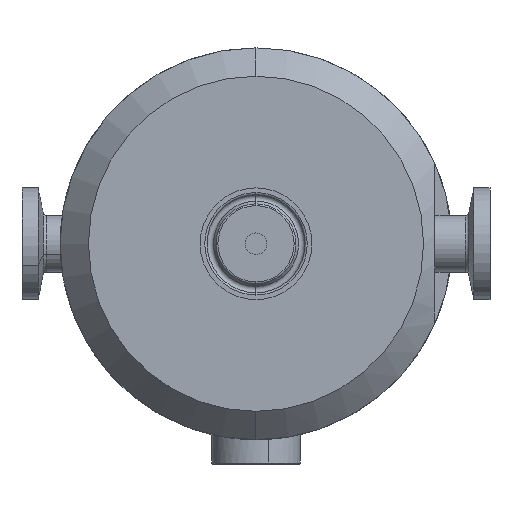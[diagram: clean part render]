
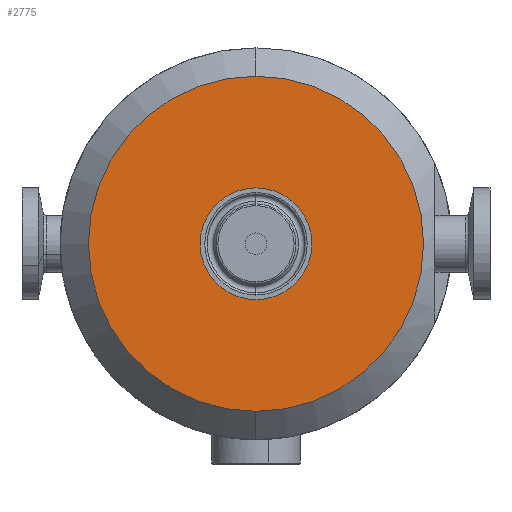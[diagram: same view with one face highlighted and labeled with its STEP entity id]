
A CAD part, front view. The second image highlights one B-rep face of the part: STEP entity #2775.
In plain terms, the highlighted planar face has unit normal (0, -1, 0).
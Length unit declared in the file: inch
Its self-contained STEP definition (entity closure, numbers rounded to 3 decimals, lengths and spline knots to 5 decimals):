
#27 = AXIS2_PLACEMENT_3D ( 'NONE', #2944, #1097, #589 ) ;
#102 = CARTESIAN_POINT ( 'NONE',  ( 0., -5.5, 0.25 ) ) ;
#117 = ORIENTED_EDGE ( 'NONE', *, *, #2849, .T. ) ;
#138 = FACE_BOUND ( 'NONE', #3013, .T. ) ;
#156 = ORIENTED_EDGE ( 'NONE', *, *, #1164, .T. ) ;
#226 = DIRECTION ( 'NONE',  ( 0., 0., 1. ) ) ;
#259 = DIRECTION ( 'NONE',  ( 0., 0., -1. ) ) ;
#280 = CARTESIAN_POINT ( 'NONE',  ( 0., -5.5, 0. ) ) ;
#329 = CIRCLE ( 'NONE', #2035, 0.25 ) ;
#355 = DIRECTION ( 'NONE',  ( 0., 1., 0. ) ) ;
#490 = DIRECTION ( 'NONE',  ( 0., -1., 0. ) ) ;
#589 = DIRECTION ( 'NONE',  ( 0., 0., 1. ) ) ;
#619 = AXIS2_PLACEMENT_3D ( 'NONE', #2513, #355, #2493 ) ;
#668 = EDGE_LOOP ( 'NONE', ( #117, #156 ) ) ;
#691 = CIRCLE ( 'NONE', #27, 1.475 ) ;
#1008 = CARTESIAN_POINT ( 'NONE',  ( 0., -5.5, 1.475 ) ) ;
#1076 = AXIS2_PLACEMENT_3D ( 'NONE', #1412, #1651, #226 ) ;
#1086 = PLANE ( 'NONE',  #619 ) ;
#1097 = DIRECTION ( 'NONE',  ( 0., -1., 0. ) ) ;
#1164 = EDGE_CURVE ( 'Defeatured_0_12+Defeatured_0_16+Defeatured_0_16+Defeatured_0_16', #2650, #2535, #1188, .T. ) ;
#1188 = CIRCLE ( 'NONE', #1076, 1.475 ) ;
#1412 = CARTESIAN_POINT ( 'NONE',  ( 0., -5.5, 0. ) ) ;
#1576 = ORIENTED_EDGE ( 'NONE', *, *, #1903, .F. ) ;
#1651 = DIRECTION ( 'NONE',  ( 0., -1., 0. ) ) ;
#1701 = CARTESIAN_POINT ( 'NONE',  ( 0., -5.5, -1.475 ) ) ;
#1903 = EDGE_CURVE ( 'Defeatured_0_15+Defeatured_0_12+Defeatured_0_12+Defeatured_0_12', #2602, #2801, #329, .T. ) ;
#1911 = CARTESIAN_POINT ( 'NONE',  ( 0., -5.5, 0. ) ) ;
#1946 = DIRECTION ( 'NONE',  ( 0., -1., 0. ) ) ;
#2034 = ORIENTED_EDGE ( 'NONE', *, *, #2140, .F. ) ;
#2035 = AXIS2_PLACEMENT_3D ( 'NONE', #1911, #490, #259 ) ;
#2124 = AXIS2_PLACEMENT_3D ( 'NONE', #280, #1946, #2887 ) ;
#2140 = EDGE_CURVE ( 'Defeatured_0_15+Defeatured_0_12+Defeatured_0_12+Defeatured_0_12', #2801, #2602, #2486, .T. ) ;
#2157 = CARTESIAN_POINT ( 'NONE',  ( 0., -5.5, -0.25 ) ) ;
#2221 = FACE_OUTER_BOUND ( 'NONE', #668, .T. ) ;
#2486 = CIRCLE ( 'NONE', #2124, 0.25 ) ;
#2493 = DIRECTION ( 'NONE',  ( 0., 0., -1. ) ) ;
#2513 = CARTESIAN_POINT ( 'NONE',  ( 0.25, -5.5, 0. ) ) ;
#2535 = VERTEX_POINT ( 'NONE', #1008 ) ;
#2602 = VERTEX_POINT ( 'NONE', #2157 ) ;
#2650 = VERTEX_POINT ( 'NONE', #1701 ) ;
#2775 = ADVANCED_FACE ( 'Defeatured_0_12', ( #2221, #138 ), #1086, .F. ) ;
#2801 = VERTEX_POINT ( 'NONE', #102 ) ;
#2849 = EDGE_CURVE ( 'Defeatured_0_12+Defeatured_0_16+Defeatured_0_16+Defeatured_0_16', #2535, #2650, #691, .T. ) ;
#2887 = DIRECTION ( 'NONE',  ( 0., 0., -1. ) ) ;
#2944 = CARTESIAN_POINT ( 'NONE',  ( 0., -5.5, 0. ) ) ;
#3013 = EDGE_LOOP ( 'NONE', ( #1576, #2034 ) ) ;
